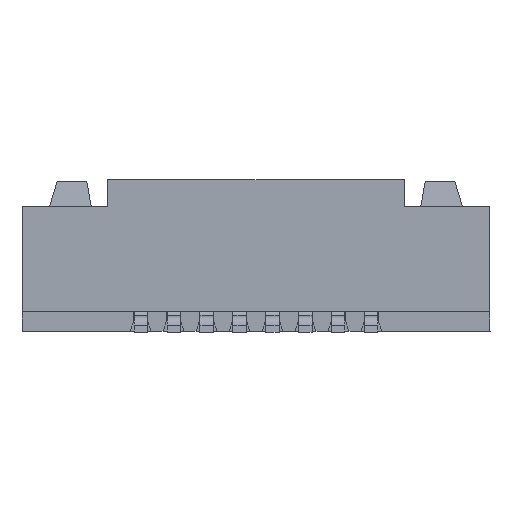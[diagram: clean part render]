
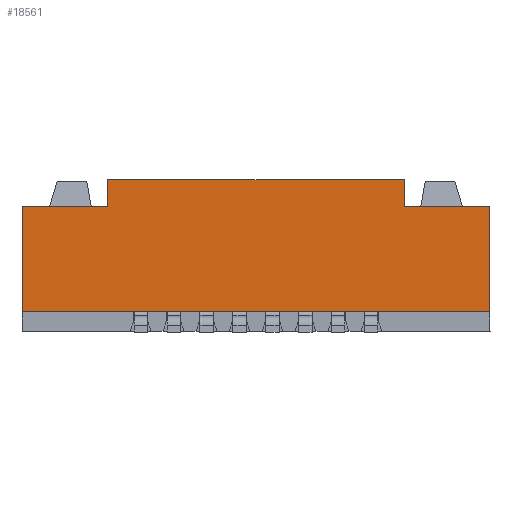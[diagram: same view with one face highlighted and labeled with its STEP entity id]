
A CAD part, front view. The second image highlights one B-rep face of the part: STEP entity #18561.
In plain terms, the highlighted planar face has unit normal (0, -1, 0).
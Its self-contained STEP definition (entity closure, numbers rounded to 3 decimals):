
#41=DIRECTION('',(1.,0.,0.));
#42=VECTOR('',#41,4.5);
#43=CARTESIAN_POINT('',(16.288,37.528,-9.222));
#44=LINE('',#43,#42);
#45=DIRECTION('',(1.,0.,0.));
#46=VECTOR('',#45,7.1);
#47=CARTESIAN_POINT('',(14.988,37.528,-11.222));
#48=LINE('',#47,#46);
#2037=DIRECTION('',(1.,0.,0.));
#2038=VECTOR('',#2037,1.3);
#2039=CARTESIAN_POINT('',(14.988,37.528,-9.622));
#2040=LINE('',#2039,#2038);
#4413=DIRECTION('',(0.,0.,-1.));
#4414=VECTOR('',#4413,1.6);
#4415=CARTESIAN_POINT('',(14.988,37.528,-9.622));
#4416=LINE('',#4415,#4414);
#5461=DIRECTION('',(0.,0.,-1.));
#5462=VECTOR('',#5461,0.4);
#5463=CARTESIAN_POINT('',(16.288,37.528,-9.222));
#5464=LINE('',#5463,#5462);
#7615=DIRECTION('',(1.,0.,0.));
#7616=VECTOR('',#7615,1.3);
#7617=CARTESIAN_POINT('',(20.788,37.528,-9.622));
#7618=LINE('',#7617,#7616);
#7715=DIRECTION('',(0.,0.,-1.));
#7716=VECTOR('',#7715,0.4);
#7717=CARTESIAN_POINT('',(20.788,37.528,-9.222));
#7718=LINE('',#7717,#7716);
#10963=DIRECTION('',(0.,0.,-1.));
#10964=VECTOR('',#10963,1.6);
#10965=CARTESIAN_POINT('',(22.088,37.528,
-9.622));
#10966=LINE('',#10965,#10964);
#15912=CARTESIAN_POINT('',(16.288,37.528,
-9.222));
#15913=CARTESIAN_POINT('',(20.788,37.528,
-9.222));
#15914=VERTEX_POINT('',#15912);
#15915=VERTEX_POINT('',#15913);
#16044=CARTESIAN_POINT('',(14.988,37.528,
-11.222));
#16045=CARTESIAN_POINT('',(22.088,37.528,
-11.222));
#16046=VERTEX_POINT('',#16044);
#16047=VERTEX_POINT('',#16045);
#16048=CARTESIAN_POINT('',(22.088,37.528,
-9.622));
#16049=VERTEX_POINT('',#16048);
#16050=CARTESIAN_POINT('',(20.788,37.528,
-9.622));
#16051=VERTEX_POINT('',#16050);
#16052=CARTESIAN_POINT('',(16.288,37.528,
-9.622));
#16053=VERTEX_POINT('',#16052);
#16054=CARTESIAN_POINT('',(14.988,37.528,
-9.622));
#16055=VERTEX_POINT('',#16054);
#18539=CARTESIAN_POINT('',(18.538,37.528,
-10.222));
#18540=DIRECTION('',(0.,1.,0.));
#18541=DIRECTION('',(-1.,0.,0.));
#18542=AXIS2_PLACEMENT_3D('',#18539,#18540,#18541);
#18543=PLANE('',#18542);
#18545=ORIENTED_EDGE('',*,*,#18544,.F.);
#18547=ORIENTED_EDGE('',*,*,#18546,.F.);
#18549=ORIENTED_EDGE('',*,*,#18548,.T.);
#18551=ORIENTED_EDGE('',*,*,#18550,.F.);
#18552=ORIENTED_EDGE('',*,*,#18385,.T.);
#18554=ORIENTED_EDGE('',*,*,#18553,.T.);
#18556=ORIENTED_EDGE('',*,*,#18555,.T.);
#18558=ORIENTED_EDGE('',*,*,#18557,.T.);
#18559=EDGE_LOOP('',(#18545,#18547,#18549,#18551,#18552,#18554,#18556,#18558));
#18560=FACE_OUTER_BOUND('',#18559,.F.);
#18385=EDGE_CURVE('',#15914,#15915,#44,.T.);
#18544=EDGE_CURVE('',#16046,#16047,#48,.T.);
#18546=EDGE_CURVE('',#16055,#16046,#4416,.T.);
#18548=EDGE_CURVE('',#16055,#16053,#2040,.T.);
#18550=EDGE_CURVE('',#15914,#16053,#5464,.T.);
#18553=EDGE_CURVE('',#15915,#16051,#7718,.T.);
#18555=EDGE_CURVE('',#16051,#16049,#7618,.T.);
#18557=EDGE_CURVE('',#16049,#16047,#10966,.T.);
#18561=ADVANCED_FACE('',(#18560),#18543,.F.);
